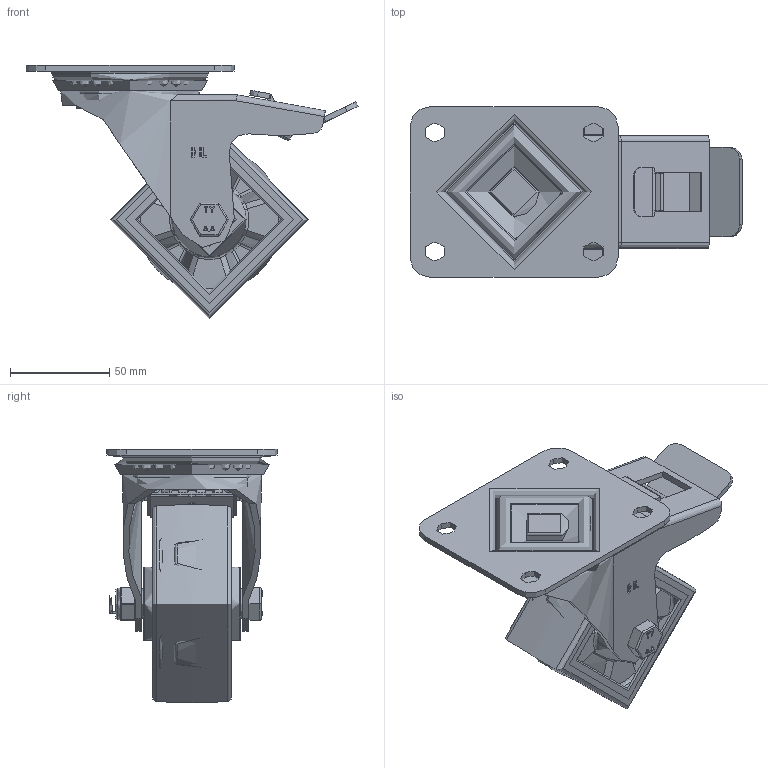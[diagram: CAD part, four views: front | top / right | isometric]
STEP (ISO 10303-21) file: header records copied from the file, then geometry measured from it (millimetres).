
FILE_DESCRIPTION(/* description */ (''),/* implementation_level */ '2;1');
FILE_NAME(/* name */ 'BZEH100XPNBSWB.step',/* time_stamp */ '2025-06-10T10:19:52+01:00',/* author */ (''),/* organization */ (''),/* preprocessor_version */ 'ST-DEVELOPER v20.1',/* originating_system */ 'Autodesk Translation Framework v14.10.0.0',/* authorisation */ '');
FILE_SCHEMA (('AUTOMOTIVE_DESIGN { 1 0 10303 214 3 1 1 }'));
Products named in the file (29): BZEH100XPNBSWB; BZEH100ASSWB v1; ZINC PLATED, PRESSED STEEL TOP PLATE; ZINC PLATED, PRESSED STEEL TOP PLATE Geometry; Pattern; Component2; ZINC PLATED, PRESSED STEEL FORKS; BEARING SEAL; ZINC PLATED, PRESSED STEEL BRAKE PEDAL; BRAKE PAD; BRAKE PAD Geometry; brake bolt; BZXH100WPNRB v1; POLYURETHANE TYRE; NYLON RIM; NYLON RIM Geometry; CAP; ROLLER BEARING; CAGE; RIBS; Component4; TUBEM15X52CH v1; ZINC PLATED STEEL TUBE; HEXBOLTM10X70Z8.8 v2; GRADE 8.8 THREADED ZINC PLATED BOLT; NYLOCM10Z v1; NYLOC NUT; RUBBER; NUT
Assembly tree (54 placements, depth 5):
  BZEH100XPNBSWB
    BZEH100ASSWB v1
      ZINC PLATED, PRESSED STEEL TOP PLATE
        ZINC PLATED, PRESSED STEEL TOP PLATE Geometry
        Pattern
          Component2  x20
      ZINC PLATED, PRESSED STEEL FORKS
      BEARING SEAL
      ZINC PLATED, PRESSED STEEL BRAKE PEDAL
      BRAKE PAD
        BRAKE PAD Geometry
        brake bolt
    BZXH100WPNRB v1
      POLYURETHANE TYRE
      NYLON RIM
        NYLON RIM Geometry
        CAP
      ROLLER BEARING
        CAGE
        RIBS
          Component4  x8
    TUBEM15X52CH v1
      ZINC PLATED STEEL TUBE
    HEXBOLTM10X70Z8.8 v2
      GRADE 8.8 THREADED ZINC PLATED BOLT
    NYLOCM10Z v1
      NYLOC NUT
        RUBBER
        NUT
Bounding box: 167.5 x 86 x 128 mm (x, y, z)
Volume: 335685.4 mm3; surface area: 164864 mm2
Topology: 42 solids, 42 shells, 886 faces, 2176 edges, 1345 vertices
Faces by surface type: plane 394, cylinder 182, bspline 163, torus 76, sphere 64, cone 7
Full cylindrical faces by diameter (mm): 4 x8, 8 x2, 8.141 x18, 9.85 x19, 10 x3, 10.2 x2, 10.3 x1, 12 x2, 14.9 x1, 15 x1, 15.5 x2, 16 x2, 21 x1, 22.5 x1, 25 x2, 26 x1, 26.9 x1, 27 x1, 30 x1, 37 x2, 54 x1, 64 x1, 70 x1, 73 x2, 85 x2
Entity records: 58764 total; most frequent: CARTESIAN_POINT 38414, ORIENTED_EDGE 4192, DIRECTION 3941, EDGE_CURVE 2096, AXIS2_PLACEMENT_3D 1499, VERTEX_POINT 1293, LINE 943, VECTOR 943
